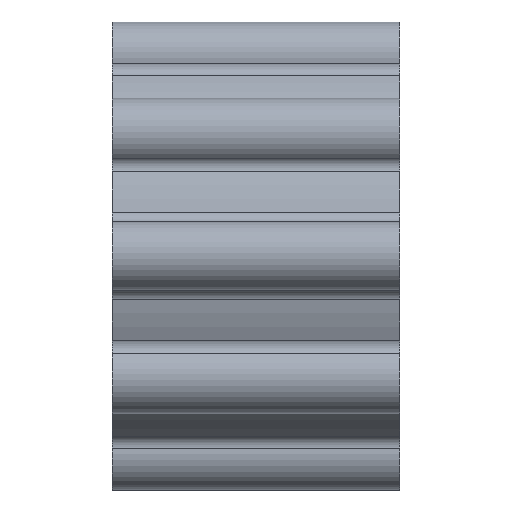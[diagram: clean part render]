
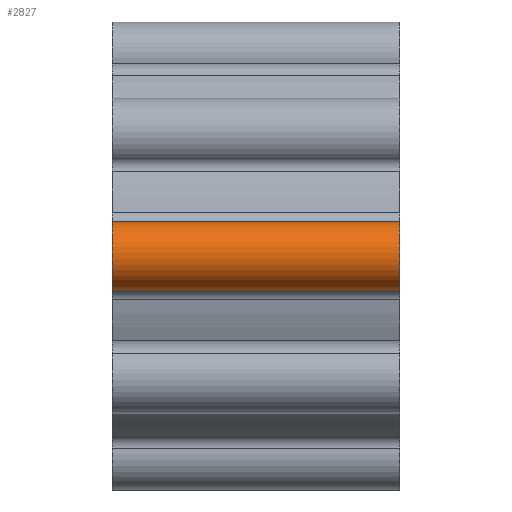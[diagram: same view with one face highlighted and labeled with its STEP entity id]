
A CAD part, front view. The second image highlights one B-rep face of the part: STEP entity #2827.
In plain terms, the highlighted cylindrical face has radius 1.7 mm (diameter 3.4 mm), a partial arc.
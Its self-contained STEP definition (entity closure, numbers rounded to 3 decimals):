
#187 = VERTEX_POINT ( 'NONE', #390 ) ;
#390 = CARTESIAN_POINT ( 'NONE',  ( -2.75, -10.45, 1.688 ) ) ;
#408 = DIRECTION ( 'NONE',  ( -1., 0., 0. ) ) ;
#429 = CARTESIAN_POINT ( 'NONE',  ( -16.823, -10.25, 0. ) ) ;
#430 = CIRCLE ( 'NONE', #2504, 1.7 ) ;
#531 = CARTESIAN_POINT ( 'NONE',  ( -16.823, -10.45, -1.688 ) ) ;
#600 = AXIS2_PLACEMENT_3D ( 'NONE', #3011, #3611, #3593 ) ;
#785 = CYLINDRICAL_SURFACE ( 'NONE', #600, 1.7 ) ;
#859 = CARTESIAN_POINT ( 'NONE',  ( -2.75, -10.25, 0. ) ) ;
#982 = EDGE_CURVE ( 'NONE', #2249, #1250, #1714, .T. ) ;
#1250 = VERTEX_POINT ( 'NONE', #3662 ) ;
#1332 = FACE_OUTER_BOUND ( 'NONE', #2449, .T. ) ;
#1410 = ORIENTED_EDGE ( 'NONE', *, *, #2261, .F. ) ;
#1523 = VERTEX_POINT ( 'NONE', #1607 ) ;
#1553 = DIRECTION ( 'NONE',  ( 0., 0., 1. ) ) ;
#1607 = CARTESIAN_POINT ( 'NONE',  ( -2.75, -10.45, -1.688 ) ) ;
#1700 = LINE ( 'NONE', #2786, #2213 ) ;
#1714 = CIRCLE ( 'NONE', #3505, 1.7 ) ;
#2193 = DIRECTION ( 'NONE',  ( -1., 0., 0. ) ) ;
#2209 = VECTOR ( 'NONE', #2193, 1000. ) ;
#2213 = VECTOR ( 'NONE', #2218, 1000. ) ;
#2218 = DIRECTION ( 'NONE',  ( -1., 0., 0. ) ) ;
#2229 = LINE ( 'NONE', #2780, #2209 ) ;
#2249 = VERTEX_POINT ( 'NONE', #531 ) ;
#2261 = EDGE_CURVE ( 'NONE', #1523, #2249, #2229, .T. ) ;
#2449 = EDGE_LOOP ( 'NONE', ( #3057, #1410, #2928, #3092 ) ) ;
#2504 = AXIS2_PLACEMENT_3D ( 'NONE', #859, #2808, #2542 ) ;
#2542 = DIRECTION ( 'NONE',  ( 0., 0., 1. ) ) ;
#2780 = CARTESIAN_POINT ( 'NONE',  ( -2.75, -10.45, -1.688 ) ) ;
#2786 = CARTESIAN_POINT ( 'NONE',  ( -2.75, -10.45, 1.688 ) ) ;
#2808 = DIRECTION ( 'NONE',  ( -1., 0., 0. ) ) ;
#2827 = ADVANCED_FACE ( 'NONE', ( #1332 ), #785, .T. ) ;
#2873 = EDGE_CURVE ( 'NONE', #187, #1250, #1700, .T. ) ;
#2928 = ORIENTED_EDGE ( 'NONE', *, *, #2934, .T. ) ;
#2934 = EDGE_CURVE ( 'NONE', #1523, #187, #430, .T. ) ;
#3011 = CARTESIAN_POINT ( 'NONE',  ( -2.75, -10.25, 0. ) ) ;
#3057 = ORIENTED_EDGE ( 'NONE', *, *, #982, .F. ) ;
#3092 = ORIENTED_EDGE ( 'NONE', *, *, #2873, .T. ) ;
#3505 = AXIS2_PLACEMENT_3D ( 'NONE', #429, #408, #1553 ) ;
#3593 = DIRECTION ( 'NONE',  ( 0., 0., 1. ) ) ;
#3611 = DIRECTION ( 'NONE',  ( -1., 0., 0. ) ) ;
#3662 = CARTESIAN_POINT ( 'NONE',  ( -16.823, -10.45, 1.688 ) ) ;
